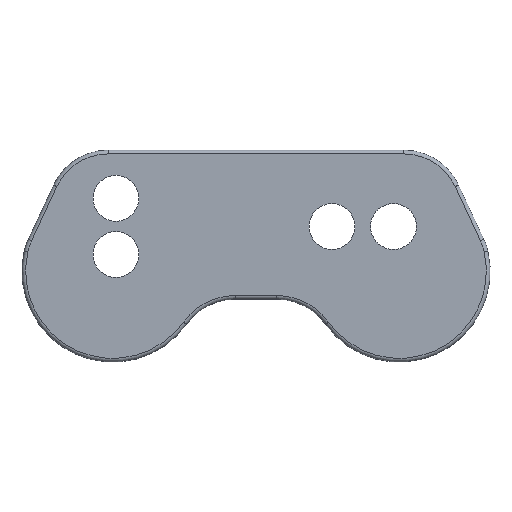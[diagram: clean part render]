
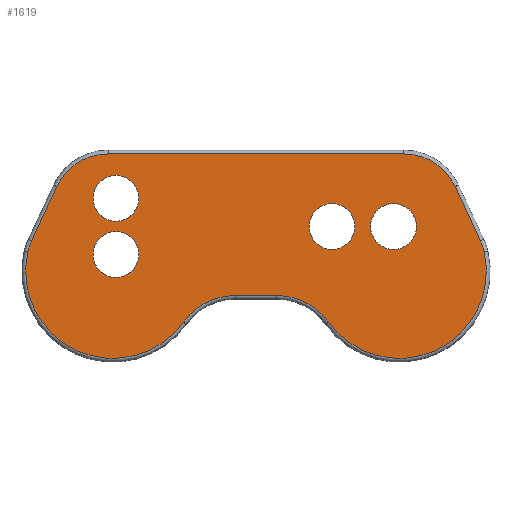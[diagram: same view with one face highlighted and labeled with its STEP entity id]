
A CAD part, top view. The second image highlights one B-rep face of the part: STEP entity #1619.
In plain terms, the highlighted planar face has unit normal (0, 0, 1).
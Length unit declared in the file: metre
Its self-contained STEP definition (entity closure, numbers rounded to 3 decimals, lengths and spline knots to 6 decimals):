
#36=PLANE('',#1772);
#110=CIRCLE('',#1773,0.00615);
#111=CIRCLE('',#1774,0.00615);
#112=CIRCLE('',#1775,0.00615);
#113=CIRCLE('',#1776,0.00615);
#114=CIRCLE('',#1777,0.015195);
#115=CIRCLE('',#1778,0.015195);
#116=CIRCLE('',#1779,0.015195);
#117=CIRCLE('',#1780,0.023381);
#118=CIRCLE('',#1781,0.017195);
#119=CIRCLE('',#1782,0.017195);
#120=CIRCLE('',#1783,0.023381);
#121=CIRCLE('',#1784,0.015195);
#308=ORIENTED_EDGE('',*,*,#761,.T.);
#309=ORIENTED_EDGE('',*,*,#762,.T.);
#310=ORIENTED_EDGE('',*,*,#763,.T.);
#311=ORIENTED_EDGE('',*,*,#764,.T.);
#312=ORIENTED_EDGE('',*,*,#765,.T.);
#313=ORIENTED_EDGE('',*,*,#766,.T.);
#314=ORIENTED_EDGE('',*,*,#767,.T.);
#315=ORIENTED_EDGE('',*,*,#768,.T.);
#316=ORIENTED_EDGE('',*,*,#769,.T.);
#317=ORIENTED_EDGE('',*,*,#770,.T.);
#318=ORIENTED_EDGE('',*,*,#771,.T.);
#319=ORIENTED_EDGE('',*,*,#772,.T.);
#320=ORIENTED_EDGE('',*,*,#773,.T.);
#321=ORIENTED_EDGE('',*,*,#774,.T.);
#322=ORIENTED_EDGE('',*,*,#775,.T.);
#323=ORIENTED_EDGE('',*,*,#776,.T.);
#761=EDGE_CURVE('',#982,#982,#110,.F.);
#762=EDGE_CURVE('',#983,#983,#111,.F.);
#763=EDGE_CURVE('',#984,#984,#112,.F.);
#764=EDGE_CURVE('',#985,#985,#113,.F.);
#765=EDGE_CURVE('',#986,#987,#1116,.T.);
#766=EDGE_CURVE('',#987,#988,#114,.T.);
#767=EDGE_CURVE('',#988,#989,#1117,.T.);
#768=EDGE_CURVE('',#989,#990,#115,.T.);
#769=EDGE_CURVE('',#990,#991,#1118,.T.);
#770=EDGE_CURVE('',#991,#992,#116,.T.);
#771=EDGE_CURVE('',#992,#993,#117,.T.);
#772=EDGE_CURVE('',#993,#994,#118,.F.);
#773=EDGE_CURVE('',#994,#995,#1119,.T.);
#774=EDGE_CURVE('',#995,#996,#119,.F.);
#775=EDGE_CURVE('',#996,#997,#120,.T.);
#776=EDGE_CURVE('',#997,#986,#121,.T.);
#982=VERTEX_POINT('',#2682);
#983=VERTEX_POINT('',#2684);
#984=VERTEX_POINT('',#2686);
#985=VERTEX_POINT('',#2688);
#986=VERTEX_POINT('',#2690);
#987=VERTEX_POINT('',#2691);
#988=VERTEX_POINT('',#2693);
#989=VERTEX_POINT('',#2695);
#990=VERTEX_POINT('',#2697);
#991=VERTEX_POINT('',#2699);
#992=VERTEX_POINT('',#2701);
#993=VERTEX_POINT('',#2703);
#994=VERTEX_POINT('',#2705);
#995=VERTEX_POINT('',#2707);
#996=VERTEX_POINT('',#2709);
#997=VERTEX_POINT('',#2711);
#1116=LINE('',#2689,#1250);
#1117=LINE('',#2694,#1251);
#1118=LINE('',#2698,#1252);
#1119=LINE('',#2706,#1253);
#1250=VECTOR('',#2115,1.);
#1251=VECTOR('',#2118,1.);
#1252=VECTOR('',#2121,1.);
#1253=VECTOR('',#2128,1.);
#1338=EDGE_LOOP('',(#308));
#1339=EDGE_LOOP('',(#309));
#1340=EDGE_LOOP('',(#310));
#1341=EDGE_LOOP('',(#311));
#1342=EDGE_LOOP('',(#312,#313,#314,#315,#316,#317,#318,#319,#320,#321,#322,
#323));
#1462=FACE_BOUND('',#1338,.T.);
#1463=FACE_BOUND('',#1339,.T.);
#1464=FACE_BOUND('',#1340,.T.);
#1465=FACE_BOUND('',#1341,.T.);
#1466=FACE_BOUND('',#1342,.T.);
#1619=ADVANCED_FACE('',(#1462,#1463,#1464,#1465,#1466),#36,.T.);
#1772=AXIS2_PLACEMENT_3D('',#2680,#2105,#2106);
#1773=AXIS2_PLACEMENT_3D('',#2681,#2107,#2108);
#1774=AXIS2_PLACEMENT_3D('',#2683,#2109,#2110);
#1775=AXIS2_PLACEMENT_3D('',#2685,#2111,#2112);
#1776=AXIS2_PLACEMENT_3D('',#2687,#2113,#2114);
#1777=AXIS2_PLACEMENT_3D('',#2692,#2116,#2117);
#1778=AXIS2_PLACEMENT_3D('',#2696,#2119,#2120);
#1779=AXIS2_PLACEMENT_3D('',#2700,#2122,#2123);
#1780=AXIS2_PLACEMENT_3D('',#2702,#2124,#2125);
#1781=AXIS2_PLACEMENT_3D('',#2704,#2126,#2127);
#1782=AXIS2_PLACEMENT_3D('',#2708,#2129,#2130);
#1783=AXIS2_PLACEMENT_3D('',#2710,#2131,#2132);
#1784=AXIS2_PLACEMENT_3D('',#2712,#2133,#2134);
#2105=DIRECTION('',(0.,0.,1.));
#2106=DIRECTION('',(1.,0.,0.));
#2107=DIRECTION('',(0.,0.,1.));
#2108=DIRECTION('',(1.,0.,0.));
#2109=DIRECTION('',(0.,0.,1.));
#2110=DIRECTION('',(1.,0.,0.));
#2111=DIRECTION('',(0.,0.,1.));
#2112=DIRECTION('',(1.,0.,0.));
#2113=DIRECTION('',(0.,0.,1.));
#2114=DIRECTION('',(1.,0.,0.));
#2115=DIRECTION('',(-0.423,0.906,0.));
#2116=DIRECTION('',(0.,0.,1.));
#2117=DIRECTION('',(1.,0.,0.));
#2118=DIRECTION('',(-1.,0.,0.));
#2119=DIRECTION('',(0.,0.,1.));
#2120=DIRECTION('',(1.,0.,0.));
#2121=DIRECTION('',(-0.423,-0.906,0.));
#2122=DIRECTION('',(0.,0.,1.));
#2123=DIRECTION('',(1.,0.,0.));
#2124=DIRECTION('',(0.,0.,1.));
#2125=DIRECTION('',(1.,0.,0.));
#2126=DIRECTION('',(0.,0.,1.));
#2127=DIRECTION('',(1.,0.,0.));
#2128=DIRECTION('',(1.,0.,0.));
#2129=DIRECTION('',(0.,0.,1.));
#2130=DIRECTION('',(1.,0.,0.));
#2131=DIRECTION('',(0.,0.,1.));
#2132=DIRECTION('',(1.,0.,0.));
#2133=DIRECTION('',(0.,0.,1.));
#2134=DIRECTION('',(1.,0.,0.));
#2680=CARTESIAN_POINT('',(0.0275,-0.01526,0.008));
#2681=CARTESIAN_POINT('',(0.0644,0.,0.008));
#2682=CARTESIAN_POINT('',(0.07055,0.,0.008));
#2683=CARTESIAN_POINT('',(-0.0101,0.007572,0.008));
#2684=CARTESIAN_POINT('',(-0.00395,0.007572,0.008));
#2685=CARTESIAN_POINT('',(0.0479,0.,0.008));
#2686=CARTESIAN_POINT('',(0.05405,0.,0.008));
#2687=CARTESIAN_POINT('',(-0.0101,-0.0075,0.008));
#2688=CARTESIAN_POINT('',(-0.00395,-0.0075,0.008));
#2689=CARTESIAN_POINT('',(0.080954,0.010727,0.008));
#2690=CARTESIAN_POINT('',(0.087714,-0.00377,0.008));
#2691=CARTESIAN_POINT('',(0.080954,0.010727,0.008));
#2692=CARTESIAN_POINT('',(0.067183,0.004305,0.008));
#2693=CARTESIAN_POINT('',(0.067183,0.0195,0.008));
#2694=CARTESIAN_POINT('',(-0.012183,0.0195,0.008));
#2695=CARTESIAN_POINT('',(-0.012183,0.0195,0.008));
#2696=CARTESIAN_POINT('',(-0.012183,0.004305,0.008));
#2697=CARTESIAN_POINT('',(-0.025954,0.010727,0.008));
#2698=CARTESIAN_POINT('',(-0.032714,-0.00377,0.008));
#2699=CARTESIAN_POINT('',(-0.032714,-0.00377,0.008));
#2700=CARTESIAN_POINT('',(-0.018943,-0.010192,0.008));
#2701=CARTESIAN_POINT('',(-0.033763,-0.006837,0.008));
#2702=CARTESIAN_POINT('',(-0.010959,-0.012,0.008));
#2703=CARTESIAN_POINT('',(0.008022,-0.025654,0.008));
#2704=CARTESIAN_POINT('',(0.021981,-0.035695,0.008));
#2705=CARTESIAN_POINT('',(0.021981,-0.0185,0.008));
#2706=CARTESIAN_POINT('',(0.033019,-0.0185,0.008));
#2707=CARTESIAN_POINT('',(0.033019,-0.0185,0.008));
#2708=CARTESIAN_POINT('',(0.033019,-0.035695,0.008));
#2709=CARTESIAN_POINT('',(0.046978,-0.025654,0.008));
#2710=CARTESIAN_POINT('',(0.065959,-0.012,0.008));
#2711=CARTESIAN_POINT('',(0.088763,-0.006837,0.008));
#2712=CARTESIAN_POINT('',(0.073943,-0.010192,0.008));
